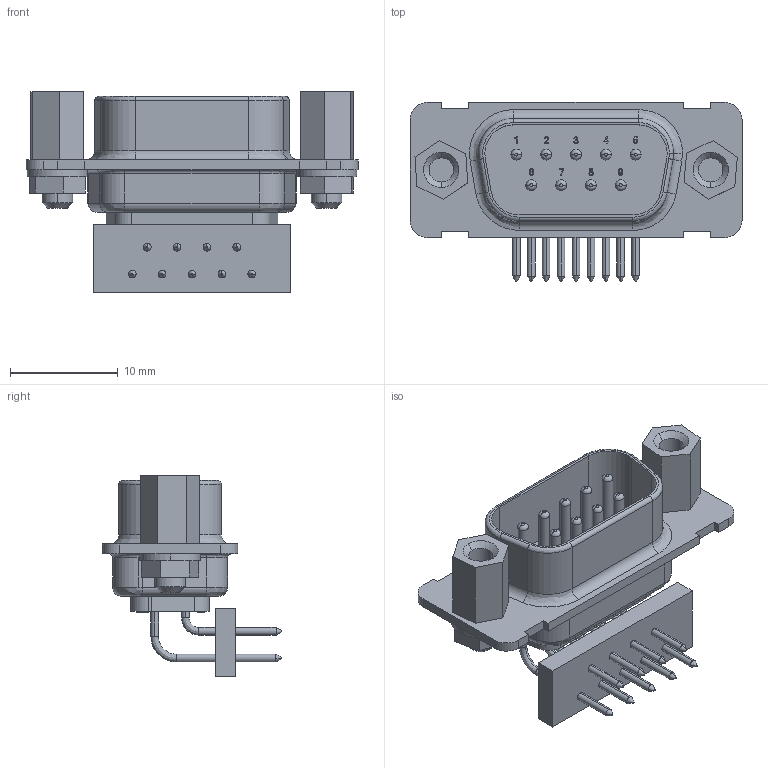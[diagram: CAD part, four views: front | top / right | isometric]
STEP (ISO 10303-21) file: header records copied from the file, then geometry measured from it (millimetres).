
FILE_DESCRIPTION (( 'STEP AP203' ), '1' );
FILE_NAME ('111100.stp', '2020-03-18T20:26:09', ( '' ), ( '' ), 'SwSTEP 2.0', 'SolidWorks 2012', '' );
FILE_SCHEMA (( 'CONFIG_CONTROL_DESIGN' ));
Length unit declared in the file: inch
Products named in the file (1): 111100
Bounding box: 30.81 x 16.61 x 18.65 mm (x, y, z)
Volume: 1943.5 mm3; surface area: 2739.5 mm2
Topology: 1 solids, 1 shells, 1055 faces, 2779 edges, 1826 vertices
Faces by surface type: bspline 492, plane 377, cylinder 142, cone 26, torus 18
Entity records: 33677 total; most frequent: CARTESIAN_POINT 10455, ORIENTED_EDGE 5558, DIRECTION 3383, EDGE_CURVE 2779, VERTEX_POINT 1826, VECTOR 1447, LINE 1447, EDGE_LOOP 1171
